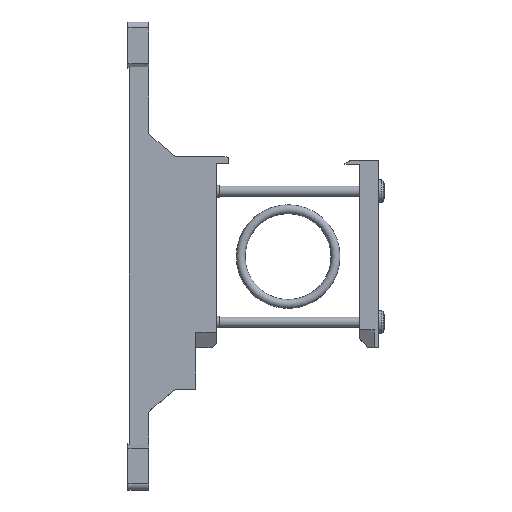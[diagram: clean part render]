
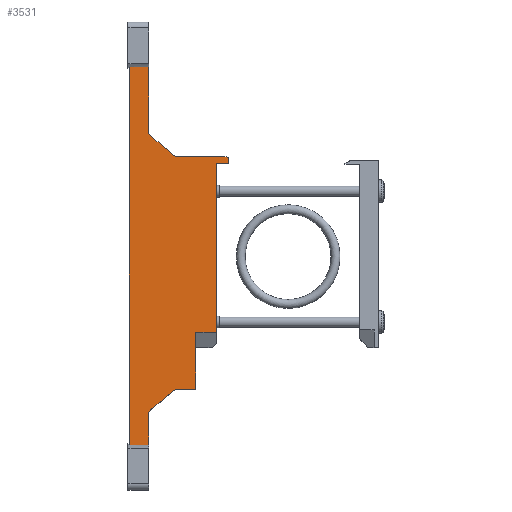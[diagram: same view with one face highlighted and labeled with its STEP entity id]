
A CAD part, top view. The second image highlights one B-rep face of the part: STEP entity #3531.
In plain terms, the highlighted planar face has unit normal (0, 0, 1).
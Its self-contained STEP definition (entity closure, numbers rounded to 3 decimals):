
#197=CIRCLE('',#3781,2.);
#198=CIRCLE('',#3782,2.);
#199=CIRCLE('',#3783,2.);
#200=CIRCLE('',#3784,2.);
#648=ORIENTED_EDGE('',*,*,#1324,.F.);
#649=ORIENTED_EDGE('',*,*,#1287,.F.);
#650=ORIENTED_EDGE('',*,*,#1325,.F.);
#651=ORIENTED_EDGE('',*,*,#1326,.F.);
#652=ORIENTED_EDGE('',*,*,#1327,.F.);
#653=ORIENTED_EDGE('',*,*,#1328,.F.);
#654=ORIENTED_EDGE('',*,*,#1329,.F.);
#655=ORIENTED_EDGE('',*,*,#1330,.F.);
#656=ORIENTED_EDGE('',*,*,#1331,.F.);
#657=ORIENTED_EDGE('',*,*,#1332,.F.);
#658=ORIENTED_EDGE('',*,*,#1333,.T.);
#659=ORIENTED_EDGE('',*,*,#1334,.T.);
#660=ORIENTED_EDGE('',*,*,#1335,.F.);
#661=ORIENTED_EDGE('',*,*,#1336,.F.);
#662=ORIENTED_EDGE('',*,*,#1337,.F.);
#663=ORIENTED_EDGE('',*,*,#1338,.F.);
#664=ORIENTED_EDGE('',*,*,#1339,.F.);
#665=ORIENTED_EDGE('',*,*,#1340,.F.);
#666=ORIENTED_EDGE('',*,*,#1341,.F.);
#1287=EDGE_CURVE('',#1664,#1661,#1921,.T.);
#1324=EDGE_CURVE('',#1661,#1700,#1951,.T.);
#1325=EDGE_CURVE('',#1701,#1664,#1952,.T.);
#1326=EDGE_CURVE('',#1702,#1701,#1953,.T.);
#1327=EDGE_CURVE('',#1703,#1702,#1954,.T.);
#1328=EDGE_CURVE('',#1704,#1703,#1955,.T.);
#1329=EDGE_CURVE('',#1705,#1704,#197,.F.);
#1330=EDGE_CURVE('',#1706,#1705,#1956,.T.);
#1331=EDGE_CURVE('',#1707,#1706,#198,.F.);
#1332=EDGE_CURVE('',#1708,#1707,#1957,.T.);
#1333=EDGE_CURVE('',#1708,#1709,#1958,.T.);
#1334=EDGE_CURVE('',#1709,#1710,#1959,.T.);
#1335=EDGE_CURVE('',#1711,#1710,#1960,.T.);
#1336=EDGE_CURVE('',#1712,#1711,#1961,.T.);
#1337=EDGE_CURVE('',#1713,#1712,#199,.F.);
#1338=EDGE_CURVE('',#1714,#1713,#1962,.T.);
#1339=EDGE_CURVE('',#1715,#1714,#200,.F.);
#1340=EDGE_CURVE('',#1716,#1715,#1963,.T.);
#1341=EDGE_CURVE('',#1700,#1716,#1964,.T.);
#1661=VERTEX_POINT('',#5277);
#1664=VERTEX_POINT('',#5282);
#1700=VERTEX_POINT('',#5362);
#1701=VERTEX_POINT('',#5364);
#1702=VERTEX_POINT('',#5366);
#1703=VERTEX_POINT('',#5368);
#1704=VERTEX_POINT('',#5370);
#1705=VERTEX_POINT('',#5372);
#1706=VERTEX_POINT('',#5374);
#1707=VERTEX_POINT('',#5376);
#1708=VERTEX_POINT('',#5378);
#1709=VERTEX_POINT('',#5380);
#1710=VERTEX_POINT('',#5382);
#1711=VERTEX_POINT('',#5384);
#1712=VERTEX_POINT('',#5386);
#1713=VERTEX_POINT('',#5388);
#1714=VERTEX_POINT('',#5390);
#1715=VERTEX_POINT('',#5392);
#1716=VERTEX_POINT('',#5394);
#1921=LINE('',#5283,#2188);
#1951=LINE('',#5361,#2218);
#1952=LINE('',#5363,#2219);
#1953=LINE('',#5365,#2220);
#1954=LINE('',#5367,#2221);
#1955=LINE('',#5369,#2222);
#1956=LINE('',#5373,#2223);
#1957=LINE('',#5377,#2224);
#1958=LINE('',#5379,#2225);
#1959=LINE('',#5381,#2226);
#1960=LINE('',#5383,#2227);
#1961=LINE('',#5385,#2228);
#1962=LINE('',#5389,#2229);
#1963=LINE('',#5393,#2230);
#1964=LINE('',#5395,#2231);
#2188=VECTOR('',#4303,1000.);
#2218=VECTOR('',#4359,1000.);
#2219=VECTOR('',#4360,1000.);
#2220=VECTOR('',#4361,1000.);
#2221=VECTOR('',#4362,1000.);
#2222=VECTOR('',#4363,1000.);
#2223=VECTOR('',#4366,1000.);
#2224=VECTOR('',#4369,1000.);
#2225=VECTOR('',#4370,1000.);
#2226=VECTOR('',#4371,1000.);
#2227=VECTOR('',#4372,1000.);
#2228=VECTOR('',#4373,1000.);
#2229=VECTOR('',#4376,1000.);
#2230=VECTOR('',#4379,1000.);
#2231=VECTOR('',#4380,1000.);
#2474=EDGE_LOOP('',(#648,#649,#650,#651,#652,#653,#654,#655,#656,#657,#658,
#659,#660,#661,#662,#663,#664,#665,#666));
#2680=FACE_BOUND('',#2474,.T.);
#2823=PLANE('',#3780);
#3531=ADVANCED_FACE('',(#2680),#2823,.F.);
#3780=AXIS2_PLACEMENT_3D('',#5360,#4357,#4358);
#3781=AXIS2_PLACEMENT_3D('',#5371,#4364,#4365);
#3782=AXIS2_PLACEMENT_3D('',#5375,#4367,#4368);
#3783=AXIS2_PLACEMENT_3D('',#5387,#4374,#4375);
#3784=AXIS2_PLACEMENT_3D('',#5391,#4377,#4378);
#4303=DIRECTION('',(0.,-1.,0.));
#4357=DIRECTION('',(0.,0.,-1.));
#4358=DIRECTION('',(-1.,0.,0.));
#4359=DIRECTION('',(-1.,0.,0.));
#4360=DIRECTION('',(-1.,0.,0.));
#4361=DIRECTION('',(0.,-1.,0.));
#4362=DIRECTION('',(0.966,-0.259,0.));
#4363=DIRECTION('',(1.,0.,0.));
#4364=DIRECTION('',(0.,0.,-1.));
#4365=DIRECTION('',(-1.,0.,0.));
#4366=DIRECTION('',(0.766,-0.643,0.));
#4367=DIRECTION('',(0.,0.,-1.));
#4368=DIRECTION('',(-1.,0.,0.));
#4369=DIRECTION('',(0.,-1.,0.));
#4370=DIRECTION('',(-1.,0.,0.));
#4371=DIRECTION('',(0.,-1.,0.));
#4372=DIRECTION('',(-1.,0.,0.));
#4373=DIRECTION('',(0.,-1.,0.));
#4374=DIRECTION('',(0.,0.,-1.));
#4375=DIRECTION('',(-1.,0.,0.));
#4376=DIRECTION('',(-0.766,-0.643,0.));
#4377=DIRECTION('',(0.,0.,-1.));
#4378=DIRECTION('',(-1.,0.,0.));
#4379=DIRECTION('',(-1.,0.,0.));
#4380=DIRECTION('',(0.,-1.,0.));
#5277=CARTESIAN_POINT('',(29.9,-25.804,5.));
#5282=CARTESIAN_POINT('',(29.9,31.1,5.));
#5283=CARTESIAN_POINT('',(29.9,63.905,5.));
#5360=CARTESIAN_POINT('',(35.,63.905,5.));
#5361=CARTESIAN_POINT('',(35.,-25.804,5.));
#5362=CARTESIAN_POINT('',(22.9,-25.804,5.));
#5363=CARTESIAN_POINT('',(35.,31.1,5.));
#5364=CARTESIAN_POINT('',(34.,31.1,5.));
#5365=CARTESIAN_POINT('',(34.,63.905,5.));
#5366=CARTESIAN_POINT('',(34.,33.265,5.));
#5367=CARTESIAN_POINT('',(27.273,35.068,5.));
#5368=CARTESIAN_POINT('',(32.75,33.6,5.));
#5369=CARTESIAN_POINT('',(35.,33.6,5.));
#5370=CARTESIAN_POINT('',(16.728,33.6,5.));
#5371=CARTESIAN_POINT('',(16.728,35.6,5.));
#5372=CARTESIAN_POINT('',(15.442,34.068,5.));
#5373=CARTESIAN_POINT('',(12.227,36.766,5.));
#5374=CARTESIAN_POINT('',(7.714,40.552,5.));
#5375=CARTESIAN_POINT('',(9.,42.085,5.));
#5376=CARTESIAN_POINT('',(7.,42.085,5.));
#5377=CARTESIAN_POINT('',(7.,63.905,5.));
#5378=CARTESIAN_POINT('',(7.,63.905,5.));
#5379=CARTESIAN_POINT('',(35.,63.905,5.));
#5380=CARTESIAN_POINT('',(0.5,63.905,5.));
#5381=CARTESIAN_POINT('',(0.5,63.905,5.));
#5382=CARTESIAN_POINT('',(0.5,-63.905,5.));
#5383=CARTESIAN_POINT('',(35.,-63.905,5.));
#5384=CARTESIAN_POINT('',(7.,-63.905,5.));
#5385=CARTESIAN_POINT('',(7.,63.905,5.));
#5386=CARTESIAN_POINT('',(7.,-53.485,5.));
#5387=CARTESIAN_POINT('',(9.,-53.485,5.));
#5388=CARTESIAN_POINT('',(7.714,-51.952,5.));
#5389=CARTESIAN_POINT('',(80.775,9.353,5.));
#5390=CARTESIAN_POINT('',(15.442,-45.468,5.));
#5391=CARTESIAN_POINT('',(16.728,-47.,5.));
#5392=CARTESIAN_POINT('',(16.728,-45.,5.));
#5393=CARTESIAN_POINT('',(35.,-45.,5.));
#5394=CARTESIAN_POINT('',(22.9,-45.,5.));
#5395=CARTESIAN_POINT('',(22.9,63.905,5.));
